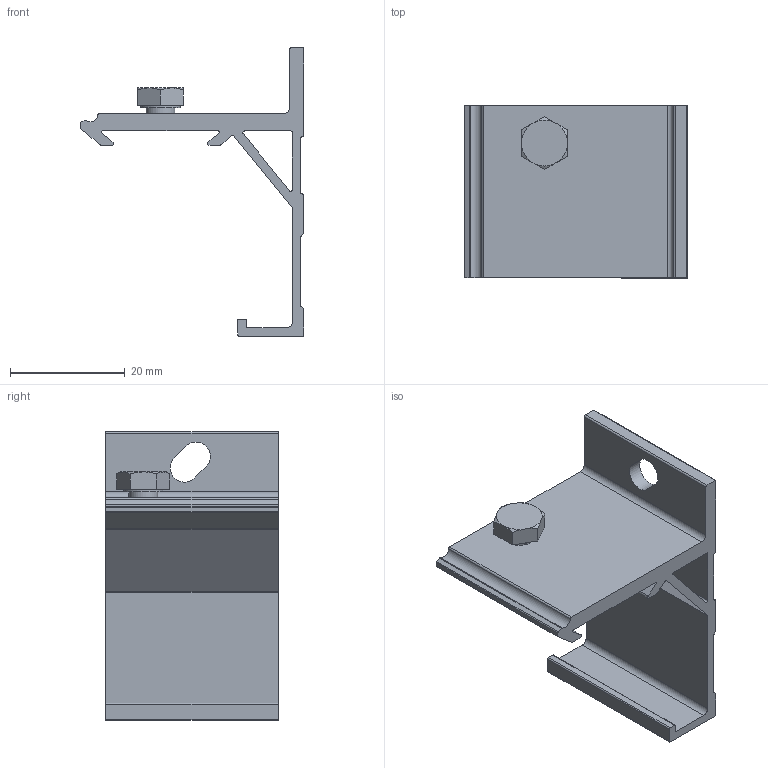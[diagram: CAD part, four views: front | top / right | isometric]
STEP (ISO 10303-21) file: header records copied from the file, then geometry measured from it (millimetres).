
FILE_DESCRIPTION(/* description */ (''),/* implementation_level */ '2;1');
FILE_NAME(/* name */ '13013.stp',/* time_stamp */ '2023-04-07T13:47:01+02:00',/* author */ ('Giuliano'),/* organization */ (''),/* preprocessor_version */ 'ST-DEVELOPER v18.1',/* originating_system */ 'Autodesk Inventor 2021',/* authorisation */ '');
FILE_SCHEMA (('AUTOMOTIVE_DESIGN { 1 0 10303 214 3 1 1 }'));
Length unit declared in the file: millimetre
Products named in the file (1): Pièce1
Bounding box: 39 x 30 x 50.31 mm (x, y, z)
Volume: 7804.5 mm3; surface area: 7774.9 mm2
Topology: 1 solids, 1 shells, 90 faces, 246 edges, 162 vertices
Faces by surface type: plane 45, cylinder 38, cone 7
Full cylindrical faces by diameter (mm): 4.134 x1, 5 x1, 6.88 x1
Entity records: 2903 total; most frequent: CARTESIAN_POINT 523, DIRECTION 500, ORIENTED_EDGE 492, EDGE_CURVE 246, AXIS2_PLACEMENT_3D 175, VERTEX_POINT 162, LINE 150, VECTOR 150
